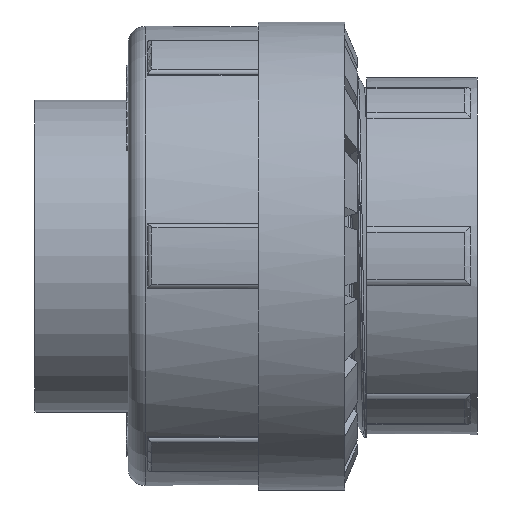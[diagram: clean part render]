
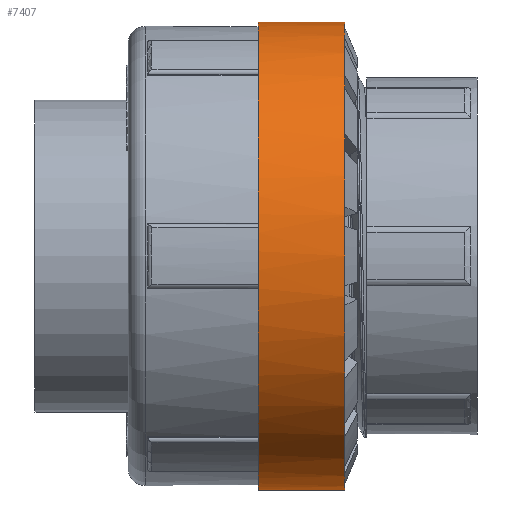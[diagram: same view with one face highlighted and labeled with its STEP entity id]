
A CAD part, front view. The second image highlights one B-rep face of the part: STEP entity #7407.
In plain terms, the highlighted cylindrical face has radius 27 mm (diameter 54 mm), a full revolution.
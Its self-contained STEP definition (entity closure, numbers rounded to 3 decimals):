
#69=CYLINDRICAL_SURFACE('',#7920,27.);
#254=CIRCLE('',#7900,27.);
#266=CIRCLE('',#7921,27.);
#630=FACE_BOUND('',#1462,.T.);
#1016=FACE_OUTER_BOUND('',#1461,.T.);
#1461=EDGE_LOOP('',(#6349));
#1462=EDGE_LOOP('',(#6350));
#3529=VERTEX_POINT('',#12273);
#3542=VERTEX_POINT('',#12339);
#4517=EDGE_CURVE('',#3529,#3529,#254,.T.);
#4541=EDGE_CURVE('',#3542,#3542,#266,.T.);
#6349=ORIENTED_EDGE('',*,*,#4517,.F.);
#6350=ORIENTED_EDGE('',*,*,#4541,.T.);
#7407=ADVANCED_FACE('',(#1016,#630),#69,.T.);
#7900=AXIS2_PLACEMENT_3D('',#12274,#9459,#9460);
#7920=AXIS2_PLACEMENT_3D('',#12338,#9507,#9508);
#7921=AXIS2_PLACEMENT_3D('',#12340,#9509,#9510);
#9459=DIRECTION('center_axis',(-1.,0.,0.));
#9460=DIRECTION('ref_axis',(0.,0.,1.));
#9507=DIRECTION('center_axis',(-1.,0.,0.));
#9508=DIRECTION('ref_axis',(0.,0.,1.));
#9509=DIRECTION('center_axis',(-1.,0.,0.));
#9510=DIRECTION('ref_axis',(0.,0.,1.));
#12273=CARTESIAN_POINT('',(15.,0.,-27.));
#12274=CARTESIAN_POINT('Origin',(15.,0.,0.));
#12338=CARTESIAN_POINT('Origin',(25.,0.,0.));
#12339=CARTESIAN_POINT('',(25.,0.,-27.));
#12340=CARTESIAN_POINT('Origin',(25.,0.,0.));
